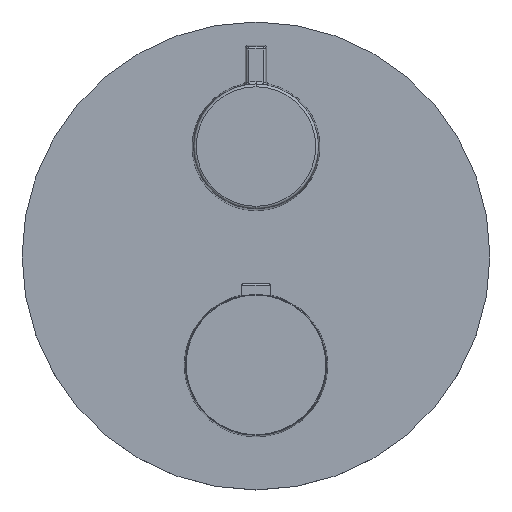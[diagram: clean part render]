
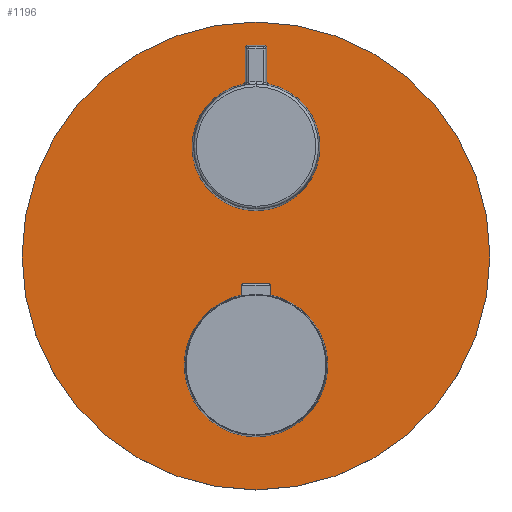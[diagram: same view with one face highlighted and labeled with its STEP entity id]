
A CAD part, top view. The second image highlights one B-rep face of the part: STEP entity #1196.
In plain terms, the highlighted planar face has unit normal (0, 0, 1).
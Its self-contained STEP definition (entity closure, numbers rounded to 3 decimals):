
#58 = DIRECTION ( 'NONE',  ( 1., 0., 0. ) ) ;
#115 = CIRCLE ( 'NONE', #1710, 75. ) ;
#225 = CARTESIAN_POINT ( 'NONE',  ( 75., 0., 9.2 ) ) ;
#249 = CARTESIAN_POINT ( 'NONE',  ( 0., 0., 9.2 ) ) ;
#363 = CARTESIAN_POINT ( 'NONE',  ( 0., 0., 9.2 ) ) ;
#459 = DIRECTION ( 'NONE',  ( 1., 0., 0. ) ) ;
#506 = AXIS2_PLACEMENT_3D ( 'NONE', #1136, #689, #58 ) ;
#578 = DIRECTION ( 'NONE',  ( 1., 0., 0. ) ) ;
#651 = VERTEX_POINT ( 'NONE', #225 ) ;
#689 = DIRECTION ( 'NONE',  ( 0., 0., 1. ) ) ;
#741 = EDGE_LOOP ( 'NONE', ( #2205, #1924 ) ) ;
#1013 = EDGE_CURVE ( 'NONE', #1229, #651, #115, .T. ) ;
#1136 = CARTESIAN_POINT ( 'NONE',  ( 0., 0., 9.2 ) ) ;
#1150 = CARTESIAN_POINT ( 'NONE',  ( -75., 0., 9.2 ) ) ;
#1196 = ADVANCED_FACE ( 'NONE', ( #2130 ), #1347, .T. ) ;
#1229 = VERTEX_POINT ( 'NONE', #1150 ) ;
#1347 = PLANE ( 'NONE',  #506 ) ;
#1489 = EDGE_CURVE ( 'NONE', #651, #1229, #2670, .T. ) ;
#1710 = AXIS2_PLACEMENT_3D ( 'NONE', #363, #1857, #578 ) ;
#1739 = DIRECTION ( 'NONE',  ( 0., 0., 1. ) ) ;
#1857 = DIRECTION ( 'NONE',  ( 0., 0., 1. ) ) ;
#1924 = ORIENTED_EDGE ( 'NONE', *, *, #1489, .T. ) ;
#2130 = FACE_OUTER_BOUND ( 'NONE', #741, .T. ) ;
#2205 = ORIENTED_EDGE ( 'NONE', *, *, #1013, .T. ) ;
#2435 = AXIS2_PLACEMENT_3D ( 'NONE', #249, #1739, #459 ) ;
#2670 = CIRCLE ( 'NONE', #2435, 75. ) ;
